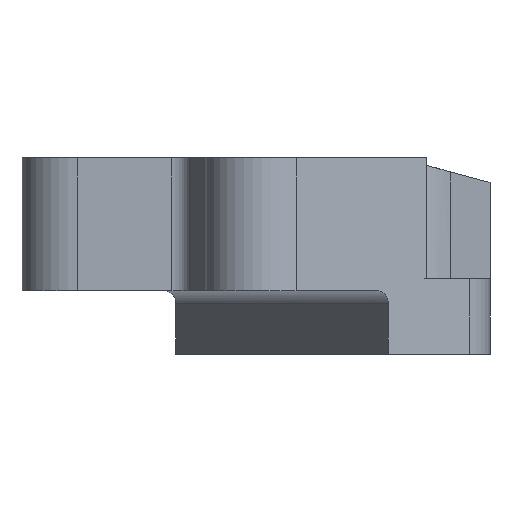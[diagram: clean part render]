
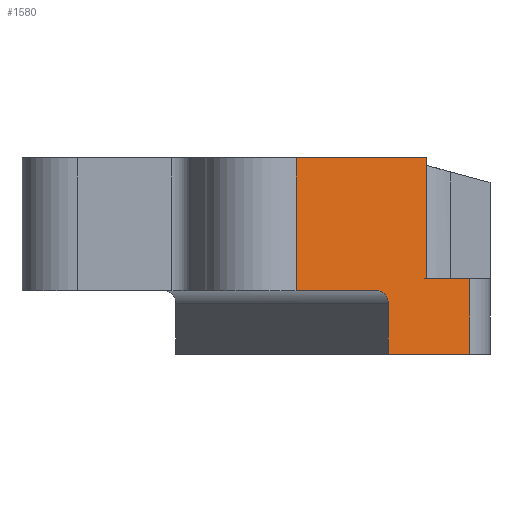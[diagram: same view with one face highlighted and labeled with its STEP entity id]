
A CAD part, front view. The second image highlights one B-rep face of the part: STEP entity #1580.
In plain terms, the highlighted planar face has unit normal (0.634, -0.773, 0).
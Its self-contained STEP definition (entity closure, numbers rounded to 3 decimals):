
#13 = EDGE_CURVE ( 'NONE', #1686, #845, #287, .T. ) ;
#30 = DIRECTION ( 'NONE',  ( 0., 0., 1. ) ) ;
#62 = EDGE_CURVE ( 'NONE', #1156, #1602, #425, .T. ) ;
#64 = LINE ( 'NONE', #592, #1191 ) ;
#89 = DIRECTION ( 'NONE',  ( 0., 0., -1. ) ) ;
#117 = CARTESIAN_POINT ( 'NONE',  ( -7.067, -96.793, 8.872 ) ) ;
#171 = DIRECTION ( 'NONE',  ( 0.773, 0.634, 0. ) ) ;
#178 = CARTESIAN_POINT ( 'NONE',  ( -21.161, -108.356, 30. ) ) ;
#195 = EDGE_CURVE ( 'NONE', #776, #1156, #996, .T. ) ;
#207 = DIRECTION ( 'NONE',  ( 0.634, -0.773, 0. ) ) ;
#228 = EDGE_CURVE ( 'NONE', #945, #1330, #1551, .T. ) ;
#287 = LINE ( 'NONE', #453, #1307 ) ;
#294 = ORIENTED_EDGE ( 'NONE', *, *, #768, .T. ) ;
#329 = CARTESIAN_POINT ( 'NONE',  ( -7.067, -96.793, 9.7 ) ) ;
#356 = VECTOR ( 'NONE', #30, 1000. ) ;
#364 = EDGE_CURVE ( 'NONE', #945, #1499, #677, .T. ) ;
#381 = VECTOR ( 'NONE', #1326, 1000. ) ;
#405 = ORIENTED_EDGE ( 'NONE', *, *, #747, .T. ) ;
#425 = LINE ( 'NONE', #446, #710 ) ;
#446 = CARTESIAN_POINT ( 'NONE',  ( 5.391, -86.571, 30. ) ) ;
#453 = CARTESIAN_POINT ( 'NONE',  ( -21.161, -108.356, 30. ) ) ;
#465 = FACE_OUTER_BOUND ( 'NONE', #1478, .T. ) ;
#531 = ORIENTED_EDGE ( 'NONE', *, *, #1235, .T. ) ;
#577 = VECTOR ( 'NONE', #89, 1000. ) ;
#586 = DIRECTION ( 'NONE',  ( 0.773, 0.634, 0. ) ) ;
#592 = CARTESIAN_POINT ( 'NONE',  ( -21.161, -108.356, 30. ) ) ;
#677 =( BOUNDED_CURVE ( )  B_SPLINE_CURVE ( 3, ( #775, #117, #1177, #1720 ),
 .UNSPECIFIED., .F., .F. ) 
 B_SPLINE_CURVE_WITH_KNOTS ( ( 4, 4 ),
 ( 3.142, 4.712 ),
 .UNSPECIFIED. ) 
 CURVE ( )  GEOMETRIC_REPRESENTATION_ITEM ( )  RATIONAL_B_SPLINE_CURVE ( ( 1., 0.805, 0.805, 1. ) ) 
 REPRESENTATION_ITEM ( '' )  );
#710 = VECTOR ( 'NONE', #1373, 1000. ) ;
#736 = CARTESIAN_POINT ( 'NONE',  ( 5.391, -86.571, 0. ) ) ;
#747 = EDGE_CURVE ( 'NONE', #1629, #1499, #917, .T. ) ;
#754 = ORIENTED_EDGE ( 'NONE', *, *, #364, .F. ) ;
#763 = ORIENTED_EDGE ( 'NONE', *, *, #195, .F. ) ;
#768 = EDGE_CURVE ( 'NONE', #1686, #1629, #64, .T. ) ;
#775 = CARTESIAN_POINT ( 'NONE',  ( -7.067, -96.793, 7.7 ) ) ;
#776 = VERTEX_POINT ( 'NONE', #1555 ) ;
#810 = LINE ( 'NONE', #1222, #356 ) ;
#845 = VERTEX_POINT ( 'NONE', #1130 ) ;
#854 = ORIENTED_EDGE ( 'NONE', *, *, #228, .T. ) ;
#867 = CARTESIAN_POINT ( 'NONE',  ( -7.067, -96.793, 9.7 ) ) ;
#917 = LINE ( 'NONE', #329, #381 ) ;
#945 = VERTEX_POINT ( 'NONE', #1236 ) ;
#947 = ORIENTED_EDGE ( 'NONE', *, *, #62, .F. ) ;
#996 = LINE ( 'NONE', #1684, #1387 ) ;
#1021 = DIRECTION ( 'NONE',  ( 0.773, 0.634, 0. ) ) ;
#1048 = LINE ( 'NONE', #1444, #1162 ) ;
#1065 = ORIENTED_EDGE ( 'NONE', *, *, #1370, .T. ) ;
#1112 = CARTESIAN_POINT ( 'NONE',  ( -21.161, -108.356, 9.7 ) ) ;
#1118 = DIRECTION ( 'NONE',  ( 0., 0., -1. ) ) ;
#1130 = CARTESIAN_POINT ( 'NONE',  ( -1.165, -91.951, 30. ) ) ;
#1156 = VERTEX_POINT ( 'NONE', #1533 ) ;
#1162 = VECTOR ( 'NONE', #1021, 1000. ) ;
#1177 = CARTESIAN_POINT ( 'NONE',  ( -7.743, -97.348, 9.7 ) ) ;
#1191 = VECTOR ( 'NONE', #1118, 1000. ) ;
#1222 = CARTESIAN_POINT ( 'NONE',  ( -1.165, -91.951, 11.5 ) ) ;
#1235 = EDGE_CURVE ( 'NONE', #1330, #1602, #1048, .T. ) ;
#1236 = CARTESIAN_POINT ( 'NONE',  ( -7.067, -96.793, 7.7 ) ) ;
#1259 = DIRECTION ( 'NONE',  ( 0.773, 0.634, 0. ) ) ;
#1306 = AXIS2_PLACEMENT_3D ( 'NONE', #178, #207, #586 ) ;
#1307 = VECTOR ( 'NONE', #171, 1000. ) ;
#1326 = DIRECTION ( 'NONE',  ( 0.773, 0.634, 0. ) ) ;
#1330 = VERTEX_POINT ( 'NONE', #1719 ) ;
#1370 = EDGE_CURVE ( 'NONE', #776, #845, #810, .T. ) ;
#1373 = DIRECTION ( 'NONE',  ( 0., 0., -1. ) ) ;
#1387 = VECTOR ( 'NONE', #1259, 1000. ) ;
#1405 = CARTESIAN_POINT ( 'NONE',  ( -8.701, -98.133, 9.7 ) ) ;
#1444 = CARTESIAN_POINT ( 'NONE',  ( -21.161, -108.356, 0. ) ) ;
#1478 = EDGE_LOOP ( 'NONE', ( #1591, #294, #405, #754, #854, #531, #947, #763, #1065 ) ) ;
#1499 = VERTEX_POINT ( 'NONE', #1405 ) ;
#1529 = PLANE ( 'NONE',  #1306 ) ;
#1533 = CARTESIAN_POINT ( 'NONE',  ( 5.391, -86.571, 11.5 ) ) ;
#1551 = LINE ( 'NONE', #867, #577 ) ;
#1555 = CARTESIAN_POINT ( 'NONE',  ( -1.165, -91.951, 11.5 ) ) ;
#1557 = CARTESIAN_POINT ( 'NONE',  ( -21.161, -108.356, 30. ) ) ;
#1580 = ADVANCED_FACE ( 'NONE', ( #465 ), #1529, .T. ) ;
#1591 = ORIENTED_EDGE ( 'NONE', *, *, #13, .F. ) ;
#1602 = VERTEX_POINT ( 'NONE', #736 ) ;
#1629 = VERTEX_POINT ( 'NONE', #1112 ) ;
#1684 = CARTESIAN_POINT ( 'NONE',  ( 5.391, -86.571, 11.5 ) ) ;
#1686 = VERTEX_POINT ( 'NONE', #1557 ) ;
#1719 = CARTESIAN_POINT ( 'NONE',  ( -7.067, -96.793, 0. ) ) ;
#1720 = CARTESIAN_POINT ( 'NONE',  ( -8.701, -98.133, 9.7 ) ) ;
